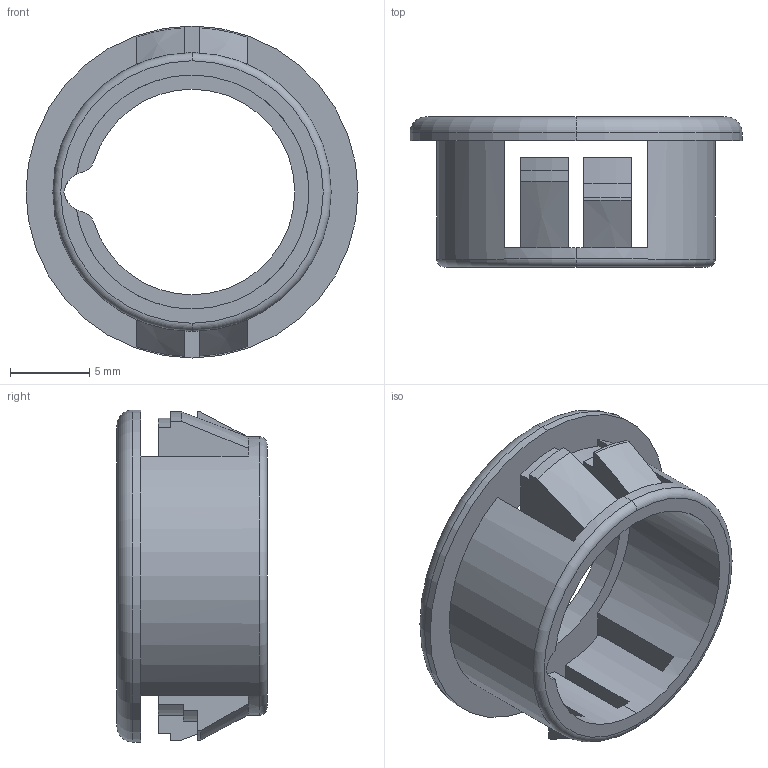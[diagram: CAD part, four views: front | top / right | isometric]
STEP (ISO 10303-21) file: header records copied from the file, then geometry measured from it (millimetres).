
FILE_DESCRIPTION (( 'STEP AP203' ), '1' );
FILE_NAME ('sone3D.STEP', '2015-05-29T05:43:40', ( '' ), ( '' ), 'SwSTEP 2.0', 'SolidWorks 2012', '' );
FILE_SCHEMA (( 'CONFIG_CONTROL_DESIGN' ));
Length unit declared in the file: millimetre
Products named in the file (1): sone3D
Bounding box: 21 x 9.5 x 21 mm (x, y, z)
Volume: 830.3 mm3; surface area: 1469.6 mm2
Topology: 1 solids, 1 shells, 63 faces, 177 edges, 114 vertices
Faces by surface type: plane 31, cylinder 24, torus 4, cone 4
Entity records: 2166 total; most frequent: CARTESIAN_POINT 391, DIRECTION 379, ORIENTED_EDGE 354, EDGE_CURVE 177, AXIS2_PLACEMENT_3D 146, VERTEX_POINT 114, VECTOR 87, LINE 87
